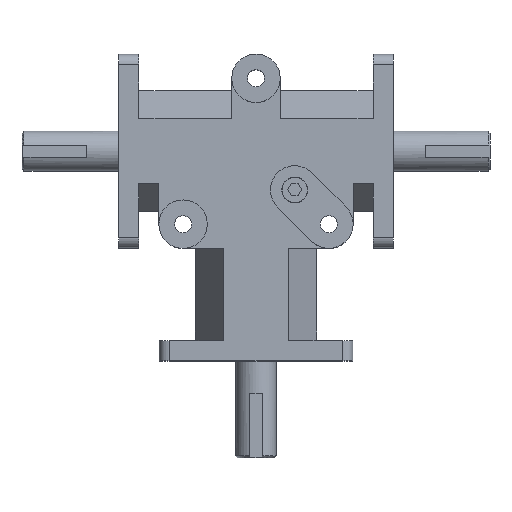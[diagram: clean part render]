
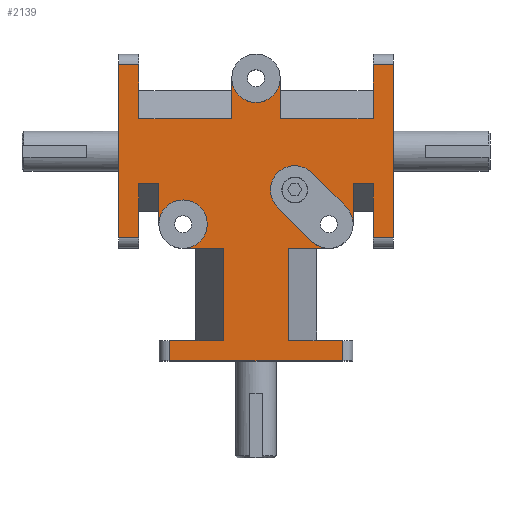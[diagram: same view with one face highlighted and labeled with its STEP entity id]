
A CAD part, top view. The second image highlights one B-rep face of the part: STEP entity #2139.
In plain terms, the highlighted planar face has unit normal (0, 0, 1).
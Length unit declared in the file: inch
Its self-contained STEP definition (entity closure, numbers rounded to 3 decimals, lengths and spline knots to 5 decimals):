
#29=VECTOR('',#2536,1.);
#36=VECTOR('',#2563,1.);
#37=VECTOR('',#2568,1.);
#44=VECTOR('',#2595,1.);
#47=VECTOR('',#2608,1.);
#50=VECTOR('',#2619,1.);
#53=VECTOR('',#2633,1.);
#63=VECTOR('',#2648,1.);
#65=VECTOR('',#2655,1.);
#75=VECTOR('',#2670,1.);
#77=VECTOR('',#2673,1.);
#78=VECTOR('',#2674,1.);
#79=VECTOR('',#2675,1.);
#80=VECTOR('',#2678,1.);
#81=VECTOR('',#2681,1.);
#82=VECTOR('',#2682,1.);
#83=VECTOR('',#2683,1.);
#84=VECTOR('',#2684,1.);
#85=VECTOR('',#2685,1.);
#86=VECTOR('',#2686,1.);
#87=VECTOR('',#2689,1.);
#88=VECTOR('',#2690,1.);
#89=VECTOR('',#2691,1.);
#90=VECTOR('',#2692,1.);
#91=VECTOR('',#2693,1.);
#92=VECTOR('',#2694,1.);
#93=VECTOR('',#2695,1.);
#94=VECTOR('',#2698,1.);
#95=VECTOR('',#2699,1.);
#217=LINE('',#3093,#29);
#224=LINE('',#3124,#36);
#225=LINE('',#3129,#37);
#232=LINE('',#3160,#44);
#235=LINE('',#3174,#47);
#238=LINE('',#3187,#50);
#241=LINE('',#3202,#53);
#251=LINE('',#3225,#63);
#253=LINE('',#3232,#65);
#263=LINE('',#3255,#75);
#265=LINE('',#3258,#77);
#266=LINE('',#3259,#78);
#267=LINE('',#3261,#79);
#268=LINE('',#3265,#80);
#269=LINE('',#3269,#81);
#270=LINE('',#3272,#82);
#271=LINE('',#3274,#83);
#272=LINE('',#3275,#84);
#273=LINE('',#3276,#85);
#274=LINE('',#3278,#86);
#275=LINE('',#3282,#87);
#276=LINE('',#3284,#88);
#277=LINE('',#3286,#89);
#278=LINE('',#3287,#90);
#279=LINE('',#3288,#91);
#280=LINE('',#3290,#92);
#281=LINE('',#3292,#93);
#282=LINE('',#3296,#94);
#283=LINE('',#3298,#95);
#418=PLANE('',#2321);
#507=VERTEX_POINT('',#3092);
#508=VERTEX_POINT('',#3094);
#518=VERTEX_POINT('',#3118);
#521=VERTEX_POINT('',#3123);
#523=VERTEX_POINT('',#3128);
#524=VERTEX_POINT('',#3130);
#534=VERTEX_POINT('',#3154);
#537=VERTEX_POINT('',#3159);
#543=VERTEX_POINT('',#3173);
#544=VERTEX_POINT('',#3175);
#546=VERTEX_POINT('',#3181);
#549=VERTEX_POINT('',#3186);
#556=VERTEX_POINT('',#3203);
#565=VERTEX_POINT('',#3224);
#568=VERTEX_POINT('',#3233);
#577=VERTEX_POINT('',#3254);
#578=VERTEX_POINT('',#3260);
#579=VERTEX_POINT('',#3262);
#580=VERTEX_POINT('',#3264);
#581=VERTEX_POINT('',#3266);
#582=VERTEX_POINT('',#3268);
#583=VERTEX_POINT('',#3270);
#584=VERTEX_POINT('',#3271);
#585=VERTEX_POINT('',#3273);
#586=VERTEX_POINT('',#3277);
#587=VERTEX_POINT('',#3279);
#588=VERTEX_POINT('',#3281);
#589=VERTEX_POINT('',#3283);
#590=VERTEX_POINT('',#3285);
#591=VERTEX_POINT('',#3289);
#592=VERTEX_POINT('',#3291);
#593=VERTEX_POINT('',#3293);
#594=VERTEX_POINT('',#3295);
#595=VERTEX_POINT('',#3297);
#755=CIRCLE('',#2322,0.375);
#756=CIRCLE('',#2323,0.375);
#757=CIRCLE('',#2324,0.375);
#758=CIRCLE('',#2325,0.375);
#825=EDGE_CURVE('',#507,#508,#217,.T.);
#839=EDGE_CURVE('',#521,#518,#224,.T.);
#841=EDGE_CURVE('',#523,#524,#225,.T.);
#855=EDGE_CURVE('',#537,#534,#232,.T.);
#861=EDGE_CURVE('',#543,#544,#235,.T.);
#867=EDGE_CURVE('',#549,#546,#238,.T.);
#874=EDGE_CURVE('',#508,#556,#241,.T.);
#886=EDGE_CURVE('',#565,#521,#251,.T.);
#890=EDGE_CURVE('',#524,#568,#253,.T.);
#902=EDGE_CURVE('',#577,#537,#263,.T.);
#904=EDGE_CURVE('',#518,#507,#265,.T.);
#905=EDGE_CURVE('',#578,#565,#266,.T.);
#906=EDGE_CURVE('',#579,#578,#267,.T.);
#907=EDGE_CURVE('',#579,#580,#755,.T.);
#908=EDGE_CURVE('',#580,#581,#268,.T.);
#909=EDGE_CURVE('',#581,#582,#756,.T.);
#910=EDGE_CURVE('',#582,#583,#269,.T.);
#911=EDGE_CURVE('',#583,#584,#755,.T.);
#912=EDGE_CURVE('',#585,#584,#270,.T.);
#913=EDGE_CURVE('',#568,#585,#271,.T.);
#914=EDGE_CURVE('',#534,#523,#272,.T.);
#915=EDGE_CURVE('',#586,#577,#273,.T.);
#916=EDGE_CURVE('',#587,#586,#274,.T.);
#917=EDGE_CURVE('',#587,#588,#757,.T.);
#918=EDGE_CURVE('',#589,#588,#275,.T.);
#919=EDGE_CURVE('',#590,#589,#276,.T.);
#920=EDGE_CURVE('',#544,#590,#277,.T.);
#921=EDGE_CURVE('',#546,#543,#278,.T.);
#922=EDGE_CURVE('',#591,#549,#279,.T.);
#923=EDGE_CURVE('',#592,#591,#280,.T.);
#924=EDGE_CURVE('',#593,#592,#281,.T.);
#925=EDGE_CURVE('',#593,#594,#758,.T.);
#926=EDGE_CURVE('',#595,#594,#282,.T.);
#927=EDGE_CURVE('',#556,#595,#283,.T.);
#1223=ORIENTED_EDGE('',*,*,#825,.F.);
#1224=ORIENTED_EDGE('',*,*,#904,.F.);
#1225=ORIENTED_EDGE('',*,*,#839,.F.);
#1226=ORIENTED_EDGE('',*,*,#886,.F.);
#1227=ORIENTED_EDGE('',*,*,#905,.F.);
#1228=ORIENTED_EDGE('',*,*,#906,.F.);
#1229=ORIENTED_EDGE('',*,*,#907,.T.);
#1230=ORIENTED_EDGE('',*,*,#908,.T.);
#1231=ORIENTED_EDGE('',*,*,#909,.T.);
#1232=ORIENTED_EDGE('',*,*,#910,.T.);
#1233=ORIENTED_EDGE('',*,*,#911,.T.);
#1234=ORIENTED_EDGE('',*,*,#912,.F.);
#1235=ORIENTED_EDGE('',*,*,#913,.F.);
#1236=ORIENTED_EDGE('',*,*,#890,.F.);
#1237=ORIENTED_EDGE('',*,*,#841,.F.);
#1238=ORIENTED_EDGE('',*,*,#914,.F.);
#1239=ORIENTED_EDGE('',*,*,#855,.F.);
#1240=ORIENTED_EDGE('',*,*,#902,.F.);
#1241=ORIENTED_EDGE('',*,*,#915,.F.);
#1242=ORIENTED_EDGE('',*,*,#916,.F.);
#1243=ORIENTED_EDGE('',*,*,#917,.T.);
#1244=ORIENTED_EDGE('',*,*,#918,.F.);
#1245=ORIENTED_EDGE('',*,*,#919,.F.);
#1246=ORIENTED_EDGE('',*,*,#920,.F.);
#1247=ORIENTED_EDGE('',*,*,#861,.F.);
#1248=ORIENTED_EDGE('',*,*,#921,.F.);
#1249=ORIENTED_EDGE('',*,*,#867,.F.);
#1250=ORIENTED_EDGE('',*,*,#922,.F.);
#1251=ORIENTED_EDGE('',*,*,#923,.F.);
#1252=ORIENTED_EDGE('',*,*,#924,.F.);
#1253=ORIENTED_EDGE('',*,*,#925,.T.);
#1254=ORIENTED_EDGE('',*,*,#926,.F.);
#1255=ORIENTED_EDGE('',*,*,#927,.F.);
#1256=ORIENTED_EDGE('',*,*,#874,.F.);
#1751=EDGE_LOOP('',(#1223,#1224,#1225,#1226,#1227,#1228,#1229,#1230,#1231,
#1232,#1233,#1234,#1235,#1236,#1237,#1238,#1239,#1240,#1241,#1242,#1243,
#1244,#1245,#1246,#1247,#1248,#1249,#1250,#1251,#1252,#1253,#1254,#1255,
#1256));
#1958=FACE_BOUND('',#1751,.T.);
#2139=ADVANCED_FACE('',(#1958),#418,.T.);
#2321=AXIS2_PLACEMENT_3D('',#3257,#2672,$);
#2322=AXIS2_PLACEMENT_3D('',#3263,#2676,#2677);
#2323=AXIS2_PLACEMENT_3D('',#3267,#2679,#2680);
#2324=AXIS2_PLACEMENT_3D('',#3280,#2687,#2688);
#2325=AXIS2_PLACEMENT_3D('',#3294,#2696,#2697);
#2536=DIRECTION('',(0.,1.,0.));
#2563=DIRECTION('',(0.,-1.,0.));
#2568=DIRECTION('',(-1.,0.,0.));
#2595=DIRECTION('',(1.,0.,0.));
#2608=DIRECTION('',(1.,0.,0.));
#2619=DIRECTION('',(-1.,0.,0.));
#2633=DIRECTION('',(1.,0.,0.));
#2648=DIRECTION('',(1.,0.,0.));
#2655=DIRECTION('',(0.,1.,0.));
#2670=DIRECTION('',(0.,1.,0.));
#2672=DIRECTION('',(0.,0.,1.));
#2673=DIRECTION('',(-1.,0.,0.));
#2674=DIRECTION('',(0.,-1.,0.));
#2675=DIRECTION('',(-1.,0.,0.));
#2676=DIRECTION('',(0.,0.,-1.));
#2677=DIRECTION('',(0.375,0.,0.));
#2678=DIRECTION('',(-0.707,0.707,0.));
#2679=DIRECTION('',(0.,0.,-1.));
#2680=DIRECTION('',(0.375,0.,0.));
#2681=DIRECTION('',(0.707,-0.707,0.));
#2682=DIRECTION('',(0.,-1.,0.));
#2683=DIRECTION('',(-1.,0.,0.));
#2684=DIRECTION('',(0.,-1.,0.));
#2685=DIRECTION('',(1.,0.,0.));
#2686=DIRECTION('',(0.,-1.,0.));
#2687=DIRECTION('',(0.,0.,-1.));
#2688=DIRECTION('',(0.375,0.,0.));
#2689=DIRECTION('',(0.,1.,0.));
#2690=DIRECTION('',(1.,0.,0.));
#2691=DIRECTION('',(0.,-1.,0.));
#2692=DIRECTION('',(0.,1.,0.));
#2693=DIRECTION('',(0.,-1.,0.));
#2694=DIRECTION('',(-1.,0.,0.));
#2695=DIRECTION('',(0.,1.,0.));
#2696=DIRECTION('',(0.,0.,-1.));
#2697=DIRECTION('',(0.375,0.,0.));
#2698=DIRECTION('',(-1.,0.,0.));
#2699=DIRECTION('',(0.,1.,0.));
#3092=CARTESIAN_POINT('',(-1.34,0.,1.));
#3093=CARTESIAN_POINT('',(-1.34,1.36871,1.));
#3094=CARTESIAN_POINT('',(-1.34,0.31,1.));
#3118=CARTESIAN_POINT('',(1.34,0.,1.));
#3123=CARTESIAN_POINT('',(1.34,0.31,1.));
#3124=CARTESIAN_POINT('',(1.34,1.21371,1.));
#3128=CARTESIAN_POINT('',(2.125,1.91,1.));
#3129=CARTESIAN_POINT('',(0.9075,1.91,1.));
#3130=CARTESIAN_POINT('',(1.815,1.91,1.));
#3154=CARTESIAN_POINT('',(2.125,4.59,1.));
#3159=CARTESIAN_POINT('',(1.815,4.59,1.));
#3160=CARTESIAN_POINT('',(1.0625,4.59,1.));
#3173=CARTESIAN_POINT('',(-2.125,4.59,1.));
#3174=CARTESIAN_POINT('',(-0.9075,4.59,1.));
#3175=CARTESIAN_POINT('',(-1.815,4.59,1.));
#3181=CARTESIAN_POINT('',(-2.125,1.91,1.));
#3186=CARTESIAN_POINT('',(-1.815,1.91,1.));
#3187=CARTESIAN_POINT('',(-1.0625,1.91,1.));
#3202=CARTESIAN_POINT('',(-0.46875,0.31,1.));
#3203=CARTESIAN_POINT('',(-0.50449,0.31,1.));
#3224=CARTESIAN_POINT('',(0.50449,0.31,1.));
#3225=CARTESIAN_POINT('',(0.9375,0.31,1.));
#3232=CARTESIAN_POINT('',(1.815,2.36996,1.));
#3233=CARTESIAN_POINT('',(1.815,2.74551,1.));
#3254=CARTESIAN_POINT('',(1.815,3.75449,1.));
#3255=CARTESIAN_POINT('',(1.815,4.1875,1.));
#3257=CARTESIAN_POINT('',(0.,2.42743,1.));
#3258=CARTESIAN_POINT('',(-1.5,0.,1.));
#3259=CARTESIAN_POINT('',(0.50449,1.36871,1.));
#3260=CARTESIAN_POINT('',(0.50449,1.745,1.));
#3261=CARTESIAN_POINT('',(0.46875,1.745,1.));
#3262=CARTESIAN_POINT('',(1.13,1.745,1.));
#3263=CARTESIAN_POINT('',(1.13,2.12,1.));
#3264=CARTESIAN_POINT('',(0.86483,1.85483,1.));
#3265=CARTESIAN_POINT('',(0.50548,2.21419,1.));
#3266=CARTESIAN_POINT('',(0.33483,2.38483,1.));
#3267=CARTESIAN_POINT('',(0.6,2.65,1.));
#3268=CARTESIAN_POINT('',(0.86517,2.91517,1.));
#3269=CARTESIAN_POINT('',(0.77081,3.00952,1.));
#3270=CARTESIAN_POINT('',(1.39517,2.38517,1.));
#3271=CARTESIAN_POINT('',(1.505,2.12,1.));
#3272=CARTESIAN_POINT('',(1.505,2.12,1.));
#3273=CARTESIAN_POINT('',(1.505,2.74551,1.));
#3274=CARTESIAN_POINT('',(0.7525,2.74551,1.));
#3275=CARTESIAN_POINT('',(2.125,1.75,1.));
#3276=CARTESIAN_POINT('',(0.9075,3.75449,1.));
#3277=CARTESIAN_POINT('',(0.375,3.75449,1.));
#3278=CARTESIAN_POINT('',(0.375,3.30746,1.));
#3279=CARTESIAN_POINT('',(0.375,4.38,1.));
#3280=CARTESIAN_POINT('',(0.,4.38,1.));
#3281=CARTESIAN_POINT('',(-0.375,4.38,1.));
#3282=CARTESIAN_POINT('',(-0.375,4.1875,1.));
#3283=CARTESIAN_POINT('',(-0.375,3.75449,1.));
#3284=CARTESIAN_POINT('',(-0.1875,3.75449,1.));
#3285=CARTESIAN_POINT('',(-1.815,3.75449,1.));
#3286=CARTESIAN_POINT('',(-1.815,3.30746,1.));
#3287=CARTESIAN_POINT('',(-2.125,1.75,1.));
#3288=CARTESIAN_POINT('',(-1.815,1.75,1.));
#3289=CARTESIAN_POINT('',(-1.815,2.74551,1.));
#3290=CARTESIAN_POINT('',(-0.9075,2.74551,1.));
#3291=CARTESIAN_POINT('',(-1.505,2.74551,1.));
#3292=CARTESIAN_POINT('',(-1.505,2.36996,1.));
#3293=CARTESIAN_POINT('',(-1.505,2.12,1.));
#3294=CARTESIAN_POINT('',(-1.13,2.12,1.));
#3295=CARTESIAN_POINT('',(-1.13,1.745,1.));
#3296=CARTESIAN_POINT('',(-0.9375,1.745,1.));
#3297=CARTESIAN_POINT('',(-0.50449,1.745,1.));
#3298=CARTESIAN_POINT('',(-0.50449,2.08621,1.));
